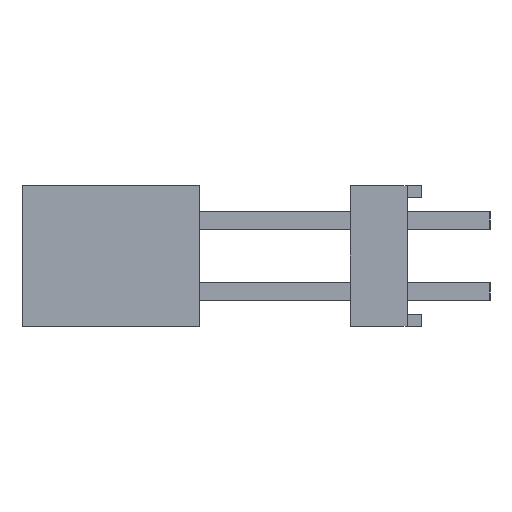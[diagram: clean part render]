
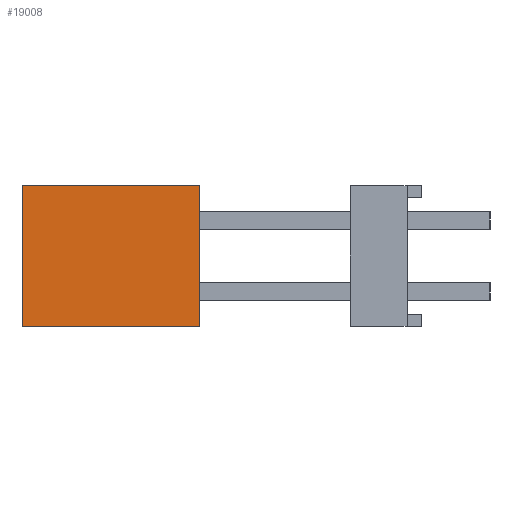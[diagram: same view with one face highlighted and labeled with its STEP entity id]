
A CAD part, left-side view. The second image highlights one B-rep face of the part: STEP entity #19008.
In plain terms, the highlighted planar face has unit normal (-1, 0, 0).
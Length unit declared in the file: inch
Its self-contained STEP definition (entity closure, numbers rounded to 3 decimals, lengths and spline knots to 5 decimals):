
#851=ORIENTED_EDGE('',*,*,#6226,.T.);
#852=ORIENTED_EDGE('',*,*,#6212,.F.);
#853=ORIENTED_EDGE('',*,*,#5710,.F.);
#854=ORIENTED_EDGE('',*,*,#6209,.T.);
#5710=EDGE_CURVE('',#8488,#8489,#10246,.T.);
#6209=EDGE_CURVE('',#8488,#8859,#10735,.T.);
#6212=EDGE_CURVE('',#8489,#8860,#10738,.T.);
#6226=EDGE_CURVE('',#8859,#8860,#10752,.T.);
#8488=VERTEX_POINT('',#25901);
#8489=VERTEX_POINT('',#25903);
#8859=VERTEX_POINT('',#26909);
#8860=VERTEX_POINT('',#26915);
#10246=LINE('',#25902,#12984);
#10735=LINE('',#26910,#13473);
#10738=LINE('',#26914,#13476);
#10752=LINE('',#26932,#13490);
#12984=VECTOR('',#21030,39.37008);
#13473=VECTOR('',#21815,39.37008);
#13476=VECTOR('',#21820,39.37008);
#13490=VECTOR('',#21836,39.37008);
#15842=EDGE_LOOP('',(#851,#852,#853,#854));
#16944=FACE_BOUND('',#15842,.T.);
#18026=PLANE('',#20080);
#19008=ADVANCED_FACE('',(#16944),#18026,.F.);
#20080=AXIS2_PLACEMENT_3D('',#26933,#21837,#21838);
#21030=DIRECTION('',(0.,0.,1.));
#21815=DIRECTION('',(0.,-1.,0.));
#21820=DIRECTION('',(0.,-1.,0.));
#21836=DIRECTION('',(0.,0.,1.));
#21837=DIRECTION('',(1.,0.,0.));
#21838=DIRECTION('',(0.,0.,-1.));
#25901=CARTESIAN_POINT('',(-0.51,0.25,-0.1));
#25902=CARTESIAN_POINT('',(-0.51,0.25,-0.1));
#25903=CARTESIAN_POINT('',(-0.51,0.25,0.1));
#26909=CARTESIAN_POINT('',(-0.51,0.,-0.1));
#26910=CARTESIAN_POINT('',(-0.51,0.25,-0.1));
#26914=CARTESIAN_POINT('',(-0.51,0.25,0.1));
#26915=CARTESIAN_POINT('',(-0.51,0.,0.1));
#26932=CARTESIAN_POINT('',(-0.51,0.,-0.1));
#26933=CARTESIAN_POINT('',(-0.51,0.25,-0.1));
